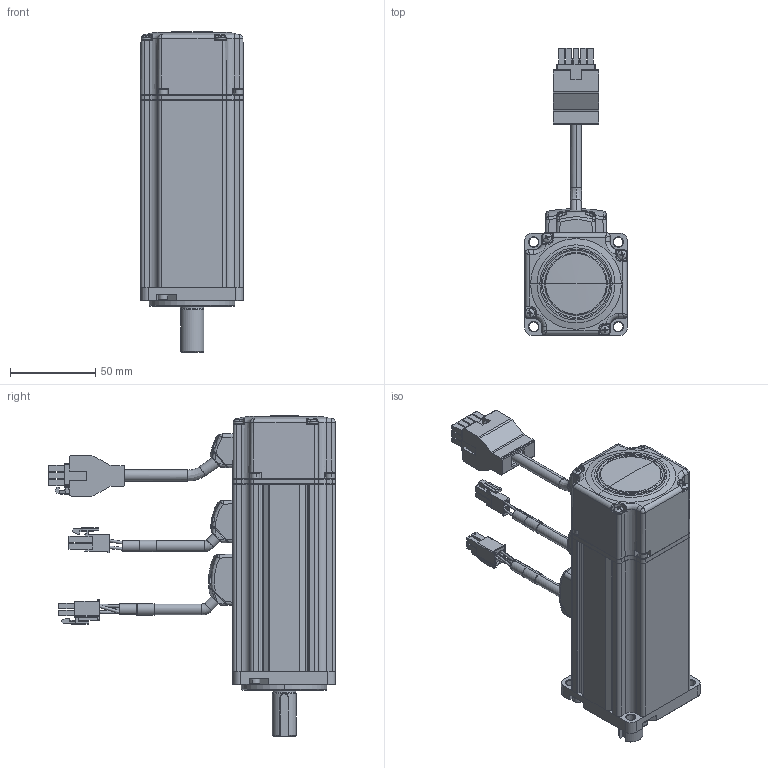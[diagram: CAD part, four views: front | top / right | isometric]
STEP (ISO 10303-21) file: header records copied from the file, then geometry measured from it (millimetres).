
FILE_DESCRIPTION (( 'STEP AP203' ), '1' );
FILE_NAME ('4613150000265-A.STEP', '2015-05-07T06:04:07', ( '' ), ( '' ), 'SwSTEP 2.0', 'SolidWorks 2012', '' );
FILE_SCHEMA (( 'CONFIG_CONTROL_DESIGN' ));
Products named in the file (1): 4613150000265-A
Bounding box: 60 x 167.85 x 187.5 mm (x, y, z)
Surface area: 74884.3 mm2 (no closed solid volume)
Topology: 0 solids, 51 shells, 1359 faces, 4013 edges, 2651 vertices
Faces by surface type: plane 641, cylinder 317, bspline 167, cone 137, torus 79, sphere 18
Entity records: 51729 total; most frequent: CARTESIAN_POINT 16447, DIRECTION 7233, ORIENTED_EDGE 6933, EDGE_CURVE 4009, VERTEX_POINT 2651, AXIS2_PLACEMENT_3D 2446, LINE 2341, VECTOR 2341
